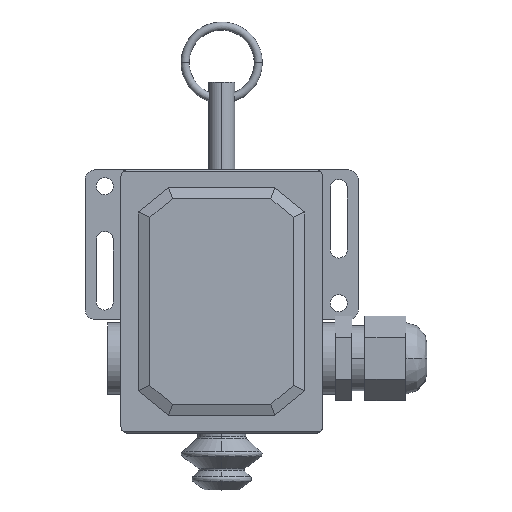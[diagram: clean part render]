
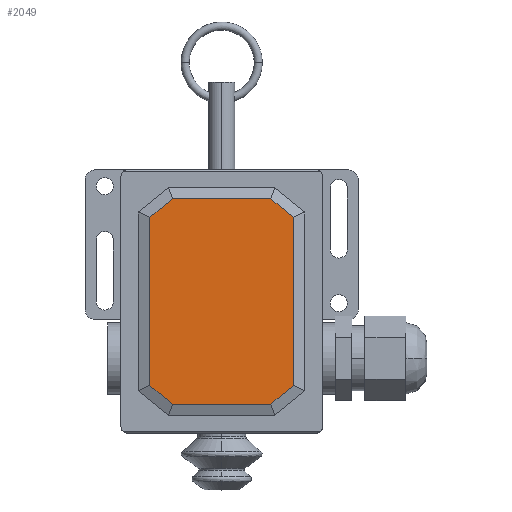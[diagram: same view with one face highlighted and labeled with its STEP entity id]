
A CAD part, top view. The second image highlights one B-rep face of the part: STEP entity #2049.
In plain terms, the highlighted planar face has unit normal (0, 0, 1).
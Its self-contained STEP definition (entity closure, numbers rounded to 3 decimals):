
#1904=CARTESIAN_POINT('',(64.116,-20.356,40.));
#1905=VERTEX_POINT('',#1904);
#1914=CARTESIAN_POINT('',(57.102,-26.062,40.));
#1915=VERTEX_POINT('',#1914);
#1916=CARTESIAN_POINT('',(64.116,-20.356,40.));
#1917=DIRECTION('',(-0.776,-0.631,0.0));
#1918=VECTOR('',#1917,9.042);
#1919=LINE('',#1916,#1918);
#1920=EDGE_CURVE('',#1905,#1915,#1919,.T.);
#1945=CARTESIAN_POINT('',(26.885,-26.062,40.));
#1946=VERTEX_POINT('',#1945);
#1947=CARTESIAN_POINT('',(57.102,-26.062,40.));
#1948=DIRECTION('',(-1.0,0.0,0.0));
#1949=VECTOR('',#1948,30.217);
#1950=LINE('',#1947,#1949);
#1951=EDGE_CURVE('',#1915,#1946,#1950,.T.);
#1977=CARTESIAN_POINT('',(19.87,-20.356,40.));
#1978=VERTEX_POINT('',#1977);
#1992=CARTESIAN_POINT('',(26.885,-26.062,40.));
#1993=DIRECTION('',(-0.776,0.631,0.0));
#1994=VECTOR('',#1993,9.042);
#1995=LINE('',#1992,#1994);
#1996=EDGE_CURVE('',#1946,#1978,#1995,.T.);
#2001=CARTESIAN_POINT('',(41.993,23.,40.));
#2002=DIRECTION('',(0.0,0.0,1.0));
#2003=DIRECTION('',(1.0,0.0,0.0));
#2004=AXIS2_PLACEMENT_3D('',#2001,#2002,#2003);
#2005=PLANE('',#2004);
#2006=CARTESIAN_POINT('',(64.116,31.356,40.));
#2007=VERTEX_POINT('',#2006);
#2008=CARTESIAN_POINT('',(64.116,31.356,40.));
#2009=DIRECTION('',(0.0,-1.0,0.0));
#2010=VECTOR('',#2009,51.711);
#2011=LINE('',#2008,#2010);
#2012=EDGE_CURVE('',#2007,#1905,#2011,.T.);
#2013=ORIENTED_EDGE('',*,*,#2012,.F.);
#2014=CARTESIAN_POINT('',(57.102,37.062,40.));
#2015=VERTEX_POINT('',#2014);
#2016=CARTESIAN_POINT('',(57.102,37.062,40.));
#2017=DIRECTION('',(0.776,-0.631,0.0));
#2018=VECTOR('',#2017,9.042);
#2019=LINE('',#2016,#2018);
#2020=EDGE_CURVE('',#2015,#2007,#2019,.T.);
#2021=ORIENTED_EDGE('',*,*,#2020,.F.);
#2022=CARTESIAN_POINT('',(26.885,37.062,40.));
#2023=VERTEX_POINT('',#2022);
#2024=CARTESIAN_POINT('',(26.885,37.062,40.));
#2025=DIRECTION('',(1.0,0.0,0.0));
#2026=VECTOR('',#2025,30.217);
#2027=LINE('',#2024,#2026);
#2028=EDGE_CURVE('',#2023,#2015,#2027,.T.);
#2029=ORIENTED_EDGE('',*,*,#2028,.F.);
#2030=CARTESIAN_POINT('',(19.87,31.356,40.));
#2031=VERTEX_POINT('',#2030);
#2032=CARTESIAN_POINT('',(19.87,31.356,40.));
#2033=DIRECTION('',(0.776,0.631,0.0));
#2034=VECTOR('',#2033,9.042);
#2035=LINE('',#2032,#2034);
#2036=EDGE_CURVE('',#2031,#2023,#2035,.T.);
#2037=ORIENTED_EDGE('',*,*,#2036,.F.);
#2038=CARTESIAN_POINT('',(19.87,-20.356,40.));
#2039=DIRECTION('',(0.0,1.0,0.0));
#2040=VECTOR('',#2039,51.711);
#2041=LINE('',#2038,#2040);
#2042=EDGE_CURVE('',#1978,#2031,#2041,.T.);
#2043=ORIENTED_EDGE('',*,*,#2042,.F.);
#2044=ORIENTED_EDGE('',*,*,#1996,.F.);
#2045=ORIENTED_EDGE('',*,*,#1951,.F.);
#2046=ORIENTED_EDGE('',*,*,#1920,.F.);
#2047=EDGE_LOOP('',(#2013,#2021,#2029,#2037,#2043,#2044,#2045,#2046));
#2048=FACE_OUTER_BOUND('',#2047,.T.);
#2049=ADVANCED_FACE('',(#2048),#2005,.T.);
